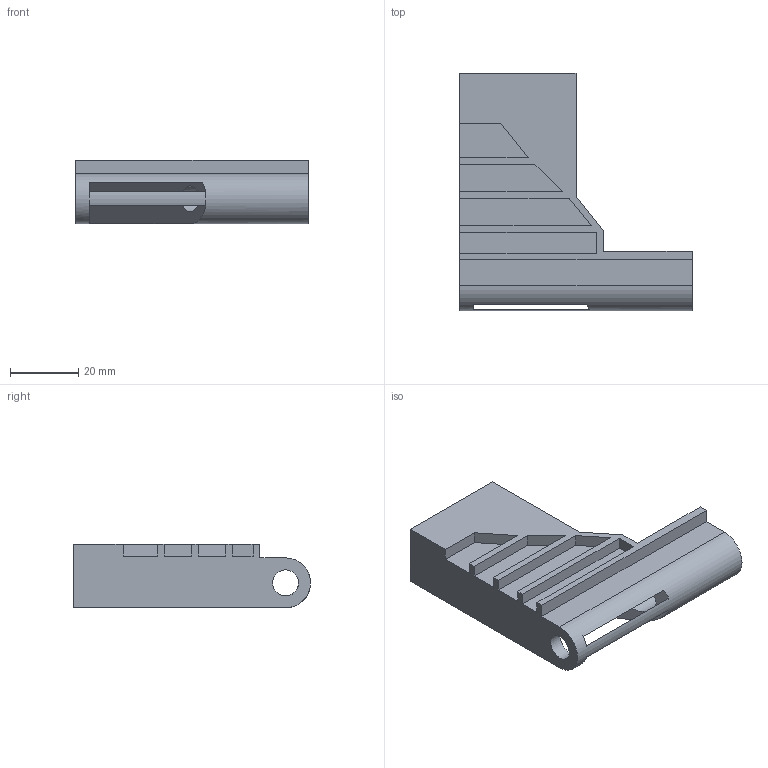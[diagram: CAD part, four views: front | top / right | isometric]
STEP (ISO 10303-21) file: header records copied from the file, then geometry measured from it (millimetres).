
FILE_DESCRIPTION(('FreeCAD Model'),'2;1');
FILE_NAME( 'carrier4_7.6_benq.step', '2019-05-31T18:24:24',('Author'),(''), 'Open CASCADE STEP processor 7.3','FreeCAD','Unknown');
FILE_SCHEMA(('AUTOMOTIVE_DESIGN { 1 0 10303 214 1 1 1 1 }'));
Length unit declared in the file: millimetre
Products named in the file (1): Body
Bounding box: 68 x 69.3 x 18.6 mm (x, y, z)
Volume: 23045.5 mm3; surface area: 14590.6 mm2
Topology: 1 solids, 1 shells, 38 faces, 111 edges, 74 vertices
Faces by surface type: plane 35, cylinder 3
Full cylindrical faces by diameter (mm): 7.6 x2
Entity records: 2753 total; most frequent: CARTESIAN_POINT 487, DIRECTION 417, LINE 310, VECTOR 310, ORIENTED_EDGE 222, PCURVE 222, DEFINITIONAL_REPRESENTATION 222, EDGE_CURVE 111
